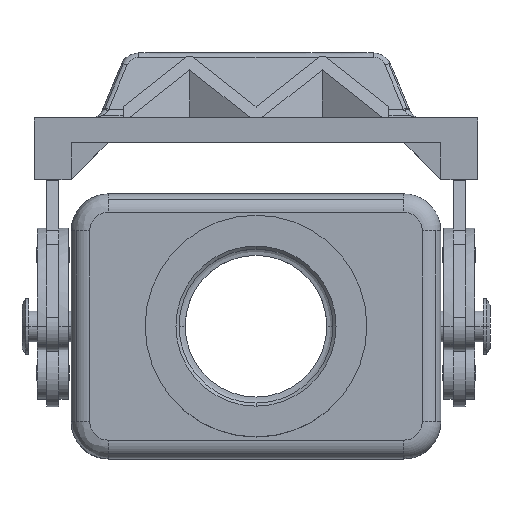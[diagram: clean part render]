
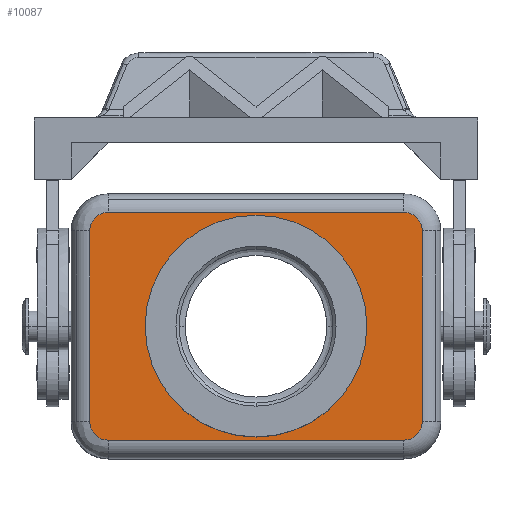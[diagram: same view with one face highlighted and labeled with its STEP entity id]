
A CAD part, top view. The second image highlights one B-rep face of the part: STEP entity #10087.
In plain terms, the highlighted planar face has unit normal (0, 0, 1).
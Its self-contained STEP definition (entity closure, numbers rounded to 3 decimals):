
#3719=CARTESIAN_POINT('',(-27.,-15.5,40.));
#3720=VERTEX_POINT('',#3719);
#3728=CARTESIAN_POINT('',(-27.0,15.5,40.));
#3729=VERTEX_POINT('',#3728);
#3730=CARTESIAN_POINT('',(-27.,-15.5,40.));
#3731=DIRECTION('',(0.0,1.0,0.0));
#3732=VECTOR('',#3731,31.);
#3733=LINE('',#3730,#3732);
#3734=EDGE_CURVE('',#3720,#3729,#3733,.T.);
#4810=CARTESIAN_POINT('',(0.0,18.0,40.0));
#4811=VERTEX_POINT('',#4810);
#4827=CARTESIAN_POINT('',(0.,-18.0,40.0));
#4828=VERTEX_POINT('',#4827);
#4835=CARTESIAN_POINT('',(0.0,0.,40.));
#4836=DIRECTION('',(0.0,0.0,-1.0));
#4837=DIRECTION('',(0.0,1.0,0.0));
#4838=AXIS2_PLACEMENT_3D('',#4835,#4836,#4837);
#4839=CIRCLE('',#4838,18.0);
#4840=EDGE_CURVE('',#4811,#4828,#4839,.T.);
#5139=CARTESIAN_POINT('',(0.0,0.,40.));
#5140=DIRECTION('',(0.0,0.0,-1.0));
#5141=DIRECTION('',(0.0,1.0,0.0));
#5142=AXIS2_PLACEMENT_3D('',#5139,#5140,#5141);
#5143=CIRCLE('',#5142,18.0);
#5144=EDGE_CURVE('',#4828,#4811,#5143,.T.);
#9436=CARTESIAN_POINT('',(24.0,-18.5,40.));
#9437=VERTEX_POINT('',#9436);
#9445=CARTESIAN_POINT('',(-24.0,-18.5,40.));
#9446=VERTEX_POINT('',#9445);
#9447=CARTESIAN_POINT('',(24.0,-18.5,40.));
#9448=DIRECTION('',(-1.0,0.0,0.0));
#9449=VECTOR('',#9448,48.0);
#9450=LINE('',#9447,#9449);
#9451=EDGE_CURVE('',#9437,#9446,#9450,.T.);
#9536=CARTESIAN_POINT('',(-24.0,-15.5,40.));
#9537=DIRECTION('',(0.0,0.0,-1.));
#9538=DIRECTION('',(-0.707,-0.707,0.0));
#9539=AXIS2_PLACEMENT_3D('',#9536,#9537,#9538);
#9540=CIRCLE('',#9539,3.0);
#9541=EDGE_CURVE('',#9446,#3720,#9540,.T.);
#9552=CARTESIAN_POINT('',(27.0,-15.5,40.));
#9553=VERTEX_POINT('',#9552);
#9561=CARTESIAN_POINT('',(24.0,-15.5,40.));
#9562=DIRECTION('',(0.0,0.0,-1.));
#9563=DIRECTION('',(0.707,-0.707,0.0));
#9564=AXIS2_PLACEMENT_3D('',#9561,#9562,#9563);
#9565=CIRCLE('',#9564,3.);
#9566=EDGE_CURVE('',#9553,#9437,#9565,.T.);
#9612=CARTESIAN_POINT('',(27.,15.5,40.));
#9613=VERTEX_POINT('',#9612);
#9621=CARTESIAN_POINT('',(27.,15.5,40.));
#9622=DIRECTION('',(0.0,-1.0,0.0));
#9623=VECTOR('',#9622,31.);
#9624=LINE('',#9621,#9623);
#9625=EDGE_CURVE('',#9613,#9553,#9624,.T.);
#9684=CARTESIAN_POINT('',(-24.0,18.5,40.));
#9685=VERTEX_POINT('',#9684);
#9704=CARTESIAN_POINT('',(-24.0,15.5,40.));
#9705=DIRECTION('',(0.0,0.0,-1.));
#9706=DIRECTION('',(-0.707,0.707,0.0));
#9707=AXIS2_PLACEMENT_3D('',#9704,#9705,#9706);
#9708=CIRCLE('',#9707,3.0);
#9709=EDGE_CURVE('',#3729,#9685,#9708,.T.);
#9720=CARTESIAN_POINT('',(24.0,18.5,40.));
#9721=VERTEX_POINT('',#9720);
#9729=CARTESIAN_POINT('',(24.0,15.5,40.));
#9730=DIRECTION('',(0.0,0.0,-1.));
#9731=DIRECTION('',(0.707,0.707,0.0));
#9732=AXIS2_PLACEMENT_3D('',#9729,#9730,#9731);
#9733=CIRCLE('',#9732,3.);
#9734=EDGE_CURVE('',#9721,#9613,#9733,.T.);
#9756=CARTESIAN_POINT('',(-24.0,18.5,40.));
#9757=DIRECTION('',(1.0,0.0,0.0));
#9758=VECTOR('',#9757,48.0);
#9759=LINE('',#9756,#9758);
#9760=EDGE_CURVE('',#9685,#9721,#9759,.T.);
#10068=CARTESIAN_POINT('',(30.0,0.0,40.));
#10069=DIRECTION('',(0.0,0.0,1.0));
#10070=DIRECTION('',(1.0,0.0,0.0));
#10071=AXIS2_PLACEMENT_3D('',#10068,#10069,#10070);
#10072=PLANE('',#10071);
#10073=ORIENTED_EDGE('',*,*,#9451,.F.);
#10074=ORIENTED_EDGE('',*,*,#9566,.F.);
#10075=ORIENTED_EDGE('',*,*,#9625,.F.);
#10076=ORIENTED_EDGE('',*,*,#9734,.F.);
#10077=ORIENTED_EDGE('',*,*,#9760,.F.);
#10078=ORIENTED_EDGE('',*,*,#9709,.F.);
#10079=ORIENTED_EDGE('',*,*,#3734,.F.);
#10080=ORIENTED_EDGE('',*,*,#9541,.F.);
#10081=EDGE_LOOP('',(#10073,#10074,#10075,#10076,#10077,#10078,#10079,#10080));
#10082=FACE_OUTER_BOUND('',#10081,.T.);
#10083=ORIENTED_EDGE('',*,*,#4840,.T.);
#10084=ORIENTED_EDGE('',*,*,#5144,.T.);
#10085=EDGE_LOOP('',(#10083,#10084));
#10086=FACE_BOUND('',#10085,.T.);
#10087=ADVANCED_FACE('',(#10082,#10086),#10072,.T.);
